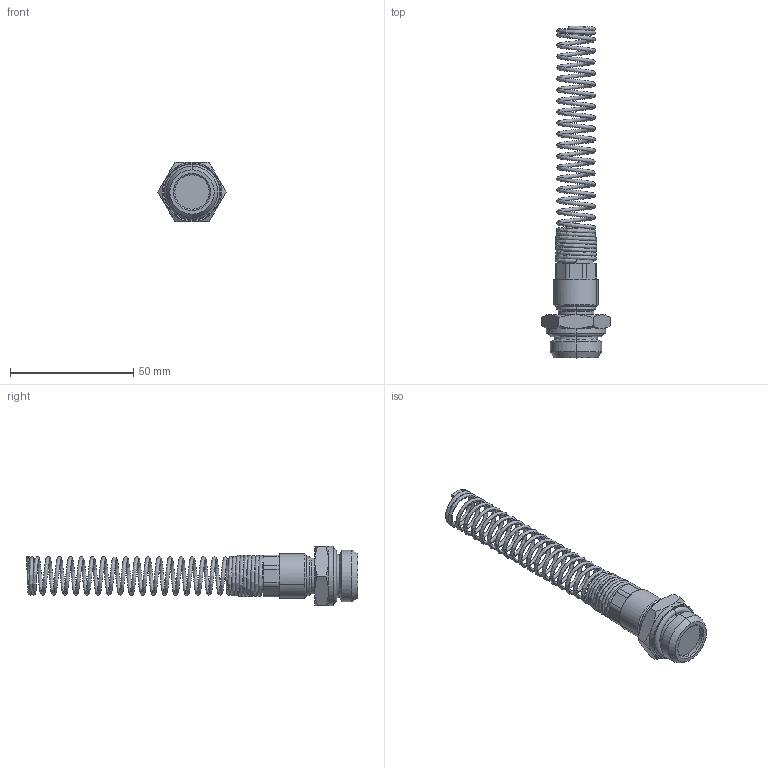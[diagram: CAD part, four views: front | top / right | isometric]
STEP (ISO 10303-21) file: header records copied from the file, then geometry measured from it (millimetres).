
FILE_DESCRIPTION (( 'STEP AP214' ), '1' );
FILE_NAME ('0102800014.step', '2012-09-28T13:20:52', ( '' ), ( '' ), 'SwSTEP 2.0', 'SolidWorks 2012', '' );
FILE_SCHEMA (( 'AUTOMOTIVE_DESIGN' ));
Length unit declared in the file: millimetre
Products named in the file (1): 0102800014
Bounding box: 27.71 x 134.65 x 24 mm (x, y, z)
Volume: 15586.8 mm3; surface area: 13340.9 mm2
Topology: 4 solids, 4 shells, 128 faces, 283 edges, 169 vertices
Faces by surface type: cone 44, cylinder 41, plane 29, torus 10, bspline 4
Entity records: 36604 total; most frequent: CARTESIAN_POINT 32413, ORIENTED_EDGE 566, DIRECTION 566, EDGE_CURVE 283, AXIS2_PLACEMENT_3D 240, VERTEX_POINT 169, EDGE_LOOP 138, UNCERTAINTY_MEASURE_WITH_UNIT 134
